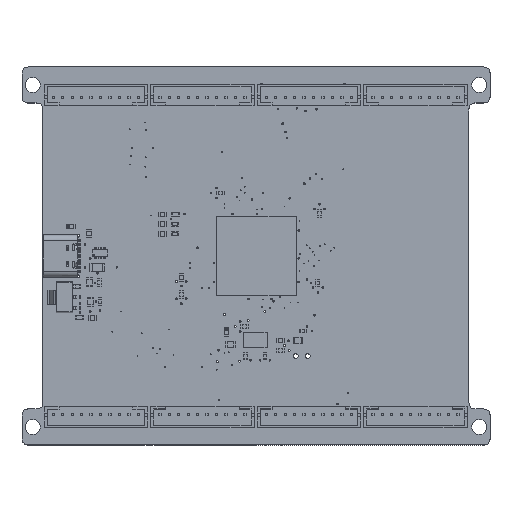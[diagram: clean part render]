
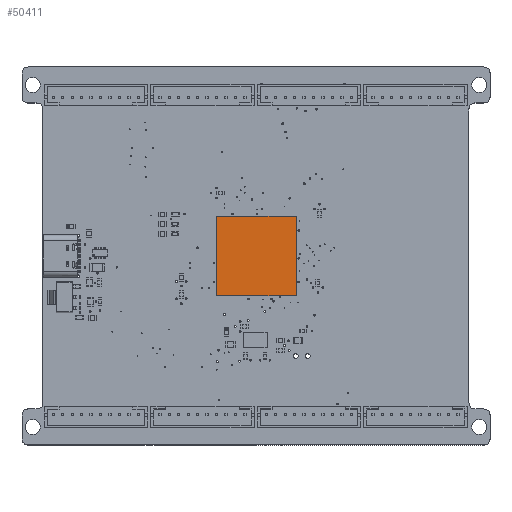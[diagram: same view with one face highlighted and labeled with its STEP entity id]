
A CAD part, top view. The second image highlights one B-rep face of the part: STEP entity #50411.
In plain terms, the highlighted planar face has unit normal (0, 0, 1).
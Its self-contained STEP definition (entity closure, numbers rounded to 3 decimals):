
#2863=PLANE('',#54006);
#5283=FACE_OUTER_BOUND('',#8556,.T.);
#8556=EDGE_LOOP('',(#38979,#38980,#38981,#38982));
#12121=LINE('',#73932,#18048);
#12122=LINE('',#73934,#18049);
#12123=LINE('',#73936,#18050);
#12124=LINE('',#73937,#18051);
#18048=VECTOR('',#60297,10.);
#18049=VECTOR('',#60298,10.);
#18050=VECTOR('',#60299,10.);
#18051=VECTOR('',#60300,10.);
#24986=VERTEX_POINT('',#73930);
#24987=VERTEX_POINT('',#73931);
#24988=VERTEX_POINT('',#73933);
#24989=VERTEX_POINT('',#73935);
#30163=EDGE_CURVE('',#24986,#24987,#12121,.T.);
#30164=EDGE_CURVE('',#24987,#24988,#12122,.T.);
#30165=EDGE_CURVE('',#24988,#24989,#12123,.T.);
#30166=EDGE_CURVE('',#24989,#24986,#12124,.T.);
#38979=ORIENTED_EDGE('',*,*,#30163,.T.);
#38980=ORIENTED_EDGE('',*,*,#30164,.T.);
#38981=ORIENTED_EDGE('',*,*,#30165,.T.);
#38982=ORIENTED_EDGE('',*,*,#30166,.T.);
#50411=ADVANCED_FACE('',(#5283),#2863,.T.);
#54006=AXIS2_PLACEMENT_3D('',#73929,#60295,#60296);
#60295=DIRECTION('center_axis',(0.,0.,1.));
#60296=DIRECTION('ref_axis',(1.,0.,0.));
#60297=DIRECTION('',(0.,1.,0.));
#60298=DIRECTION('',(-1.,0.,0.));
#60299=DIRECTION('',(0.,-1.,0.));
#60300=DIRECTION('',(1.,0.,0.));
#73929=CARTESIAN_POINT('Origin',(0.,0.,2.206));
#73930=CARTESIAN_POINT('',(8.45,-8.45,2.206));
#73931=CARTESIAN_POINT('',(8.45,8.45,2.206));
#73932=CARTESIAN_POINT('',(8.45,0.,2.206));
#73933=CARTESIAN_POINT('',(-8.45,8.45,2.206));
#73934=CARTESIAN_POINT('',(0.,8.45,2.206));
#73935=CARTESIAN_POINT('',(-8.45,-8.45,2.206));
#73936=CARTESIAN_POINT('',(-8.45,0.,2.206));
#73937=CARTESIAN_POINT('',(0.,-8.45,2.206));
